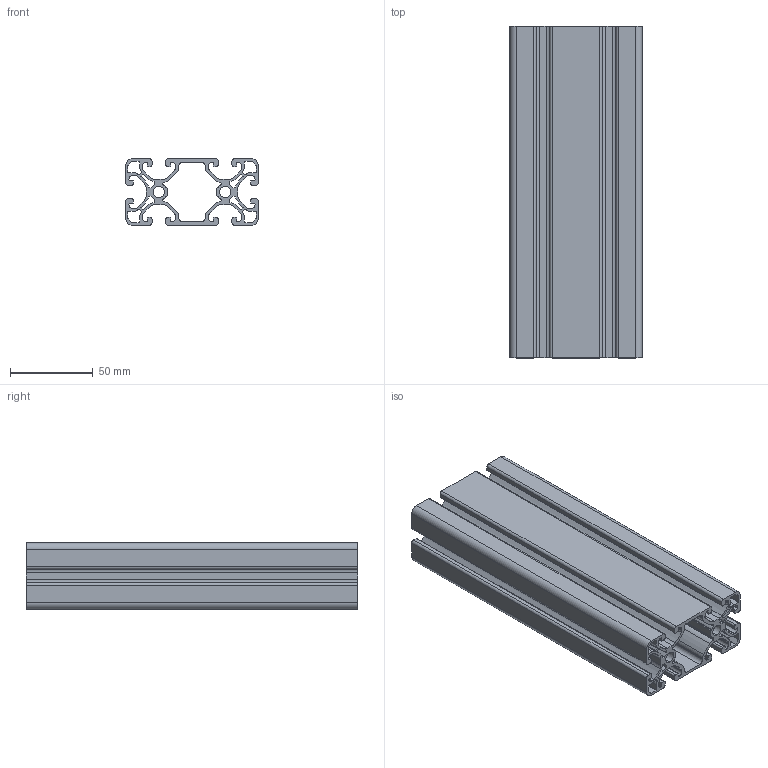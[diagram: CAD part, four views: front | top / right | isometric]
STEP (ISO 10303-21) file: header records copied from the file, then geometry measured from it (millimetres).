
FILE_DESCRIPTION (( 'STEP AP203' ), '1' );
FILE_NAME ('281804901_c_1.STEP', '2022-10-28T00:21:42', ( '' ), ( '' ), 'SwSTEP 2.0', 'SolidWorks 2014', '' );
FILE_SCHEMA (( 'CONFIG_CONTROL_DESIGN' ));
Length unit declared in the file: millimetre
Products named in the file (1): 281804901_c_1
Bounding box: 80 x 200 x 40 mm (x, y, z)
Volume: 183533.1 mm3; surface area: 180898.5 mm2
Topology: 1 solids, 1 shells, 358 faces, 1068 edges, 712 vertices
Faces by surface type: cylinder 224, plane 134
Entity records: 12341 total; most frequent: DIRECTION 2234, CARTESIAN_POINT 2139, ORIENTED_EDGE 2136, EDGE_CURVE 1068, AXIS2_PLACEMENT_3D 807, VERTEX_POINT 712, VECTOR 620, LINE 620
